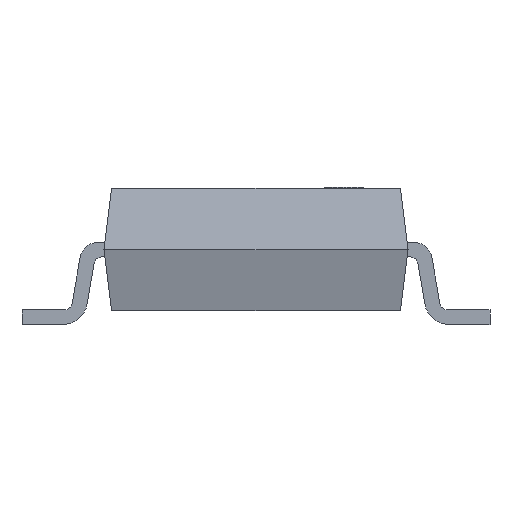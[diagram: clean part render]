
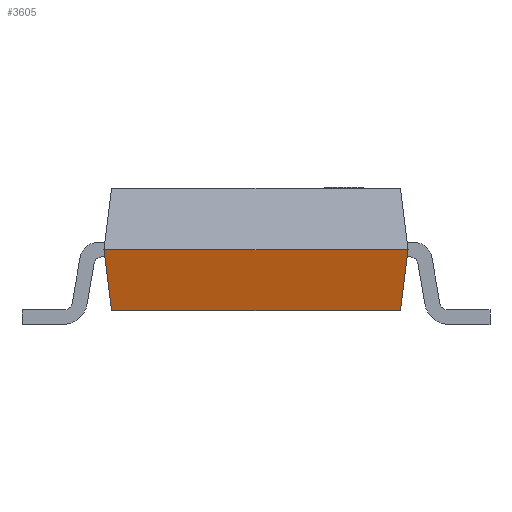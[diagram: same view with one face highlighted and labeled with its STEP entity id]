
A CAD part, front view. The second image highlights one B-rep face of the part: STEP entity #3605.
In plain terms, the highlighted free-form (B-spline) face has degree [1, 1] with [2, 2] control points.
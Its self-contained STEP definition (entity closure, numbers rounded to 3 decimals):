
#784 = VERTEX_POINT('',#785);
#785 = CARTESIAN_POINT('',(-1.95,-4.325,0.963));
#790 = EDGE_CURVE('',#791,#784,#793,.T.);
#791 = VERTEX_POINT('',#792);
#792 = CARTESIAN_POINT('',(1.95,-4.325,0.963));
#793 = LINE('',#794,#795);
#794 = CARTESIAN_POINT('',(1.95,-4.325,0.963));
#795 = VECTOR('',#796,1.);
#796 = DIRECTION('',(-1.,0.,0.));
#3605 = ADVANCED_FACE('',(#3606),#3629,.T.);
#3606 = FACE_BOUND('',#3607,.T.);
#3607 = EDGE_LOOP('',(#3608,#3609,#3616,#3624));
#3608 = ORIENTED_EDGE('',*,*,#790,.T.);
#3609 = ORIENTED_EDGE('',*,*,#3610,.T.);
#3610 = EDGE_CURVE('',#784,#3611,#3613,.T.);
#3611 = VERTEX_POINT('',#3612);
#3612 = CARTESIAN_POINT('',(-1.853,-4.109,0.175));
#3613 = B_SPLINE_CURVE_WITH_KNOTS('',1,(#3614,#3615),.UNSPECIFIED.,.F.,
  .F.,(2,2),(0.,1.),.PIECEWISE_BEZIER_KNOTS.);
#3614 = CARTESIAN_POINT('',(-1.95,-4.325,0.963));
#3615 = CARTESIAN_POINT('',(-1.853,-4.109,0.175));
#3616 = ORIENTED_EDGE('',*,*,#3617,.F.);
#3617 = EDGE_CURVE('',#3618,#3611,#3620,.T.);
#3618 = VERTEX_POINT('',#3619);
#3619 = CARTESIAN_POINT('',(1.853,-4.109,0.175));
#3620 = LINE('',#3621,#3622);
#3621 = CARTESIAN_POINT('',(1.853,-4.109,0.175));
#3622 = VECTOR('',#3623,1.);
#3623 = DIRECTION('',(-1.,0.,0.));
#3624 = ORIENTED_EDGE('',*,*,#3625,.F.);
#3625 = EDGE_CURVE('',#791,#3618,#3626,.T.);
#3626 = B_SPLINE_CURVE_WITH_KNOTS('',1,(#3627,#3628),.UNSPECIFIED.,.F.,
  .F.,(2,2),(0.,1.),.PIECEWISE_BEZIER_KNOTS.);
#3627 = CARTESIAN_POINT('',(1.95,-4.325,0.963));
#3628 = CARTESIAN_POINT('',(1.853,-4.109,0.175));
#3629 = B_SPLINE_SURFACE_WITH_KNOTS('',1,1,(
    (#3630,#3631)
    ,(#3632,#3633
    )),.UNSPECIFIED.,.F.,.F.,.F.,(2,2),(2,2),(0.,3.9),(0.,1.),
  .PIECEWISE_BEZIER_KNOTS.);
#3630 = CARTESIAN_POINT('',(1.95,-4.325,0.963));
#3631 = CARTESIAN_POINT('',(1.853,-4.109,0.175));
#3632 = CARTESIAN_POINT('',(-1.95,-4.325,0.963));
#3633 = CARTESIAN_POINT('',(-1.853,-4.109,0.175));
